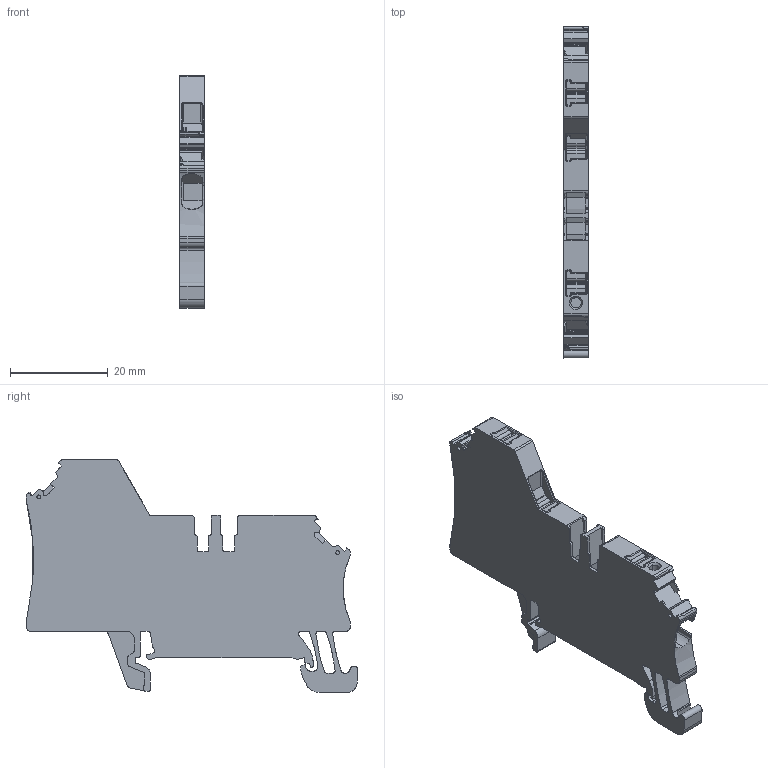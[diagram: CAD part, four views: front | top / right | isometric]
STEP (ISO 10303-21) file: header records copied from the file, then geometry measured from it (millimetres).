
FILE_DESCRIPTION(('CATIA V5 STEP Exchange','CAx-IF Rec.Pracs.--- Model Styling and Organization---1.4--- 2014-01-23'),'2;1');
FILE_NAME ('1389496-2_1', '2023-09-08T07:29:31+00:00', ('none'), ('Weidmueller'), 'CATIA Version 5-6 Release 2016 SP3 HF44', 'CATIA V5 STEP AP214', 'none');
FILE_SCHEMA(('AUTOMOTIVE_DESIGN { 1 0 10303 214 1 1 1 1 }'));
Length unit declared in the file: millimetre
Products named in the file (1): 2847340000
Bounding box: 5.1 x 67.83 x 47.55 mm (x, y, z)
Volume: 8458.2 mm3; surface area: 7091.8 mm2
Topology: 4 solids, 4 shells, 746 faces, 2105 edges, 1369 vertices
Faces by surface type: plane 317, cylinder 264, extrusion 113, cone 28, bspline 18, torus 3, sphere 3
Entity records: 26146 total; most frequent: CARTESIAN_POINT 7934, ORIENTED_EDGE 4200, DIRECTION 2949, EDGE_CURVE 2100, VECTOR 1442, VERTEX_POINT 1369, LINE 1329, AXIS2_PLACEMENT_3D 953
